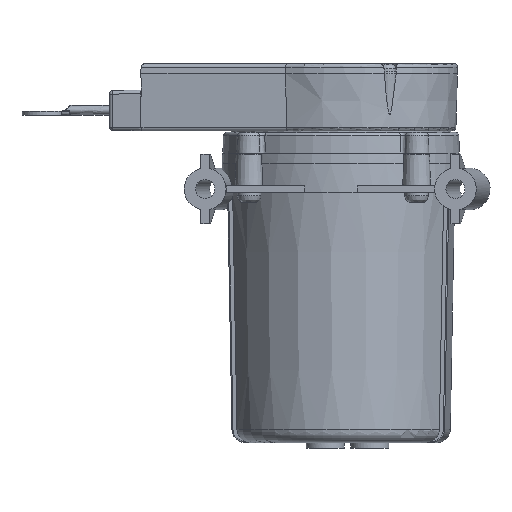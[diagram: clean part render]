
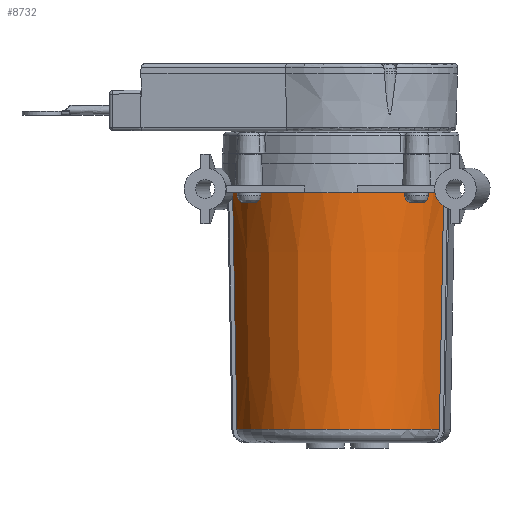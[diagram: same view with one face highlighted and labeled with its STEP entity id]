
A CAD part, front view. The second image highlights one B-rep face of the part: STEP entity #8732.
In plain terms, the highlighted conical face has half-angle 1 degrees and reference radius 25.4 mm.
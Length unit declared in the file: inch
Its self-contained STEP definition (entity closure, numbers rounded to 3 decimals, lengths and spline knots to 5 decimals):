
#2649=CARTESIAN_POINT('',(0.90766,-0.40764,0.));
#2650=VERTEX_POINT('',#2649);
#2657=CARTESIAN_POINT('',(0.91797,-0.38246,-0.03122));
#2658=VERTEX_POINT('',#2657);
#2659=CARTESIAN_POINT('',(0.91797,-0.38246,-0.03122));
#2660=CARTESIAN_POINT('',(0.91708,-0.38469,-0.02925));
#2661=CARTESIAN_POINT('',(0.91619,-0.38688,-0.0272));
#2662=CARTESIAN_POINT('',(0.9125,-0.39597,-0.01802));
#2663=CARTESIAN_POINT('',(0.9097,-0.40271,-0.00949));
#2664=CARTESIAN_POINT('',(0.90766,-0.40764,0.));
#2665=B_SPLINE_CURVE_WITH_KNOTS('',3,(#2659,#2660,#2661,#2662,#2663,#2664),.UNSPECIFIED.,.F.,.U.,(4,2,4),(0.78883,0.81279,0.89122),.UNSPECIFIED.);
#2666=EDGE_CURVE('',#2658,#2650,#2665,.T.);
#3196=CARTESIAN_POINT('',(-0.97089,-0.2152,-0.03122));
#3197=VERTEX_POINT('',#3196);
#3205=CARTESIAN_POINT('',(-0.96517,-0.24181,0.));
#3206=VERTEX_POINT('',#3205);
#3207=CARTESIAN_POINT('',(-0.96517,-0.24181,0.));
#3208=CARTESIAN_POINT('',(-0.96631,-0.23659,-0.00949));
#3209=CARTESIAN_POINT('',(-0.96788,-0.22947,-0.01802));
#3210=CARTESIAN_POINT('',(-0.96992,-0.21987,-0.0272));
#3211=CARTESIAN_POINT('',(-0.9704,-0.21756,-0.02925));
#3212=CARTESIAN_POINT('',(-0.97089,-0.2152,-0.03122));
#3213=B_SPLINE_CURVE_WITH_KNOTS('',3,(#3207,#3208,#3209,#3210,#3211,#3212),.UNSPECIFIED.,.F.,.U.,(4,2,4),(1.06931,1.14774,1.1717),.UNSPECIFIED.);
#3214=EDGE_CURVE('',#3206,#3197,#3213,.T.);
#5735=CARTESIAN_POINT('',(0.,0.,0.));
#5736=DIRECTION('',(0.,0.,-1.0));
#5737=DIRECTION('',(-0.996,0.088,0.));
#5738=AXIS2_PLACEMENT_3D('',#5735,#5736,#5737);
#5739=CIRCLE('',#5738,0.995);
#5740=EDGE_CURVE('',#2650,#3206,#5739,.T.);
#7927=CARTESIAN_POINT('',(-0.93269,-0.21859,-2.12209));
#7928=VERTEX_POINT('',#7927);
#7940=CARTESIAN_POINT('',(-0.97089,-0.2152,-0.03122));
#7941=CARTESIAN_POINT('',(-0.95792,-0.21635,-0.74271));
#7942=CARTESIAN_POINT('',(-0.94519,-0.21748,-1.4394));
#7943=CARTESIAN_POINT('',(-0.93269,-0.21859,-2.12209));
#7944=B_SPLINE_CURVE_WITH_KNOTS('',3,(#7940,#7941,#7942,#7943),.UNSPECIFIED.,.F.,.U.,(4,4),(0.0776,5.38468),.UNSPECIFIED.);
#7945=EDGE_CURVE('',#3197,#7928,#7944,.T.);
#8686=CARTESIAN_POINT('',(0.87977,-0.37907,-2.12209));
#8687=VERTEX_POINT('',#8686);
#8699=CARTESIAN_POINT('',(0.,0.,-2.12209));
#8700=DIRECTION('',(0.,0.,-1.0));
#8701=DIRECTION('',(-0.181,-0.983,0.));
#8702=AXIS2_PLACEMENT_3D('',#8699,#8700,#8701);
#8703=CIRCLE('',#8702,0.95796);
#8704=EDGE_CURVE('',#8687,#7928,#8703,.T.);
#8713=CARTESIAN_POINT('',(0.,0.,0.28645));
#8714=DIRECTION('',(0.0,0.0,1.0));
#8715=DIRECTION('',(-0.996,0.088,0.));
#8716=AXIS2_PLACEMENT_3D('',#8713,#8714,#8715);
#8717=CONICAL_SURFACE('',#8716,1.0,1.0);
#8718=ORIENTED_EDGE('',*,*,#8704,.F.);
#8719=CARTESIAN_POINT('',(0.87977,-0.37907,-2.12209));
#8720=CARTESIAN_POINT('',(0.89226,-0.38018,-1.4394));
#8721=CARTESIAN_POINT('',(0.90499,-0.38131,-0.74271));
#8722=CARTESIAN_POINT('',(0.91797,-0.38246,-0.03122));
#8723=B_SPLINE_CURVE_WITH_KNOTS('',3,(#8719,#8720,#8721,#8722),.UNSPECIFIED.,.F.,.U.,(4,4),(0.30588,5.61295),.UNSPECIFIED.);
#8724=EDGE_CURVE('',#8687,#2658,#8723,.T.);
#8725=ORIENTED_EDGE('',*,*,#8724,.T.);
#8726=ORIENTED_EDGE('',*,*,#2666,.T.);
#8727=ORIENTED_EDGE('',*,*,#5740,.T.);
#8728=ORIENTED_EDGE('',*,*,#3214,.T.);
#8729=ORIENTED_EDGE('',*,*,#7945,.T.);
#8730=EDGE_LOOP('',(#8718,#8725,#8726,#8727,#8728,#8729));
#8731=FACE_OUTER_BOUND('',#8730,.T.);
#8732=ADVANCED_FACE('',(#8731),#8717,.T.);
